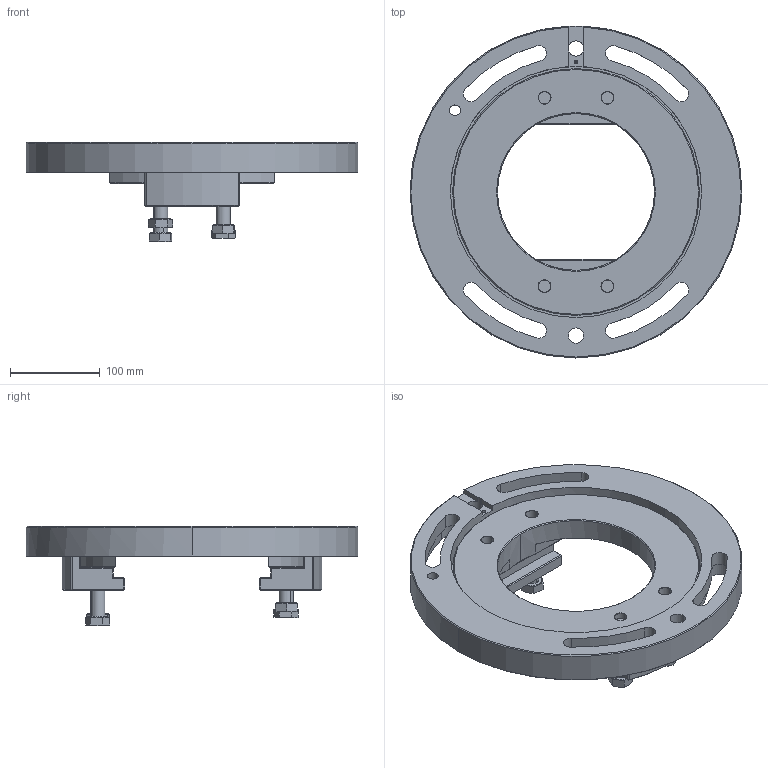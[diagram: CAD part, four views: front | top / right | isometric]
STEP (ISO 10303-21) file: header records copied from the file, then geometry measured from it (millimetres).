
FILE_DESCRIPTION (( 'STEP AP203' ), '1' );
FILE_NAME ('GT853177-09×°Åä.STEP', '2021-09-17T07:54:44', ( '' ), ( '' ), 'SwSTEP 2.0', 'SolidWorks 2012', '' );
FILE_SCHEMA (( 'CONFIG_CONTROL_DESIGN' ));
Length unit declared in the file: millimetre
Products named in the file (5): GT853177-08; GT853177-07; GT853177-09; hexagon head bolts-full thread gb_GB_FASTENER_BOLT_STBAB A M16X70-N; GT853177-09蚾饜
Assembly tree (8 placements, depth 2):
  GT853177-09蚾饜
    GT853177-09
    GT853177-08
    GT853177-07  x2
    hexagon head bolts-full thread gb_GB_FASTENER_BOLT_STBAB A M16X70-N  x4
Bounding box: 370 x 370 x 110.57 mm (x, y, z)
Volume: 2636753.9 mm3; surface area: 402966.4 mm2
Topology: 8 solids, 8 shells, 406 faces, 932 edges, 552 vertices
Faces by surface type: plane 169, cone 138, cylinder 99
Entity records: 8362 total; most frequent: CARTESIAN_POINT 1438, DIRECTION 1429, ORIENTED_EDGE 1244, EDGE_CURVE 622, AXIS2_PLACEMENT_3D 569, VERTEX_POINT 370, EDGE_LOOP 308, LINE 291
